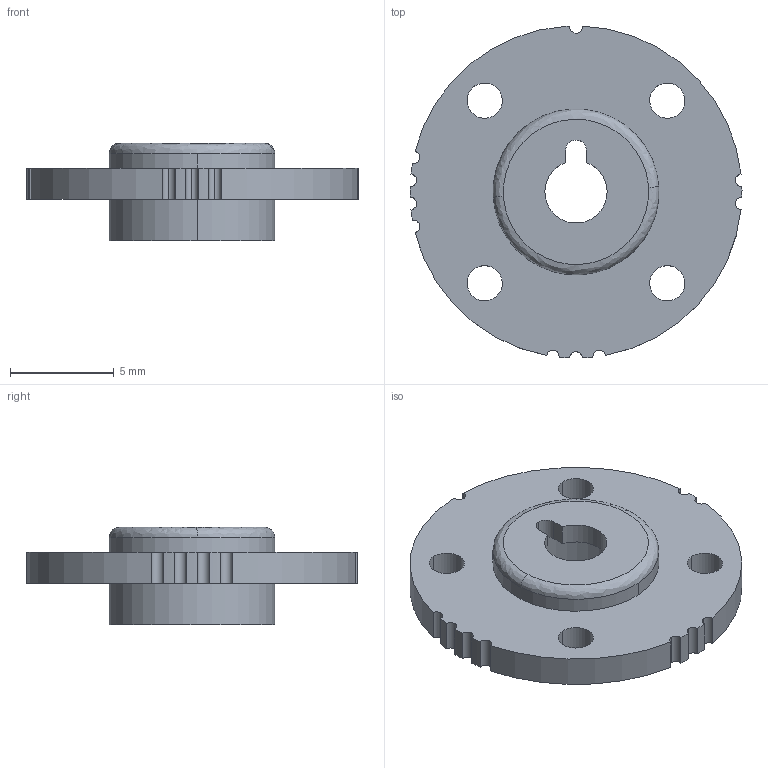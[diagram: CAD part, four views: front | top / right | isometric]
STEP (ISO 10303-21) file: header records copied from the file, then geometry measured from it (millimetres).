
FILE_DESCRIPTION (( 'STEP AP214' ), '1' );
FILE_NAME ('RS30x_ServoHorn.STEP', '2008-08-07T04:20:10', ( 'cada3' ), ( '双葉電子工業（株）' ), 'SwSTEP 2.0', 'SolidWorks 2008', '' );
FILE_SCHEMA (( 'AUTOMOTIVE_DESIGN' ));
Length unit declared in the file: millimetre
Products named in the file (1): RS30x_ServoHorn
Bounding box: 16 x 15.99 x 4.7 mm (x, y, z)
Volume: 332.8 mm3; surface area: 633.5 mm2
Topology: 1 solids, 1 shells, 52 faces, 141 edges, 94 vertices
Faces by surface type: cylinder 43, plane 7, bspline 2
Entity records: 2332 total; most frequent: DIRECTION 331, CARTESIAN_POINT 324, ORIENTED_EDGE 282, AXIS2_PLACEMENT_3D 141, EDGE_CURVE 141, VERTEX_POINT 94, CIRCLE 90, EDGE_LOOP 65
